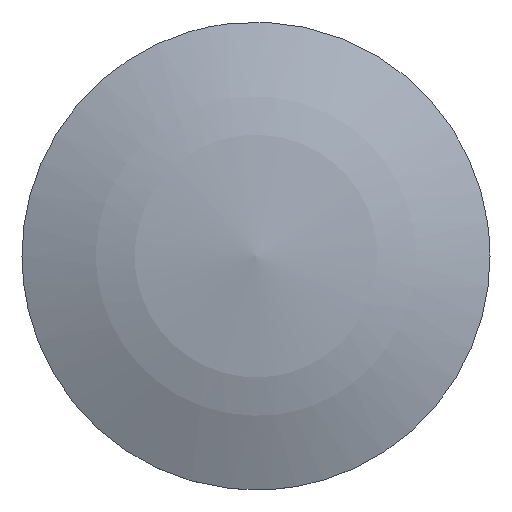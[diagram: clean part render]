
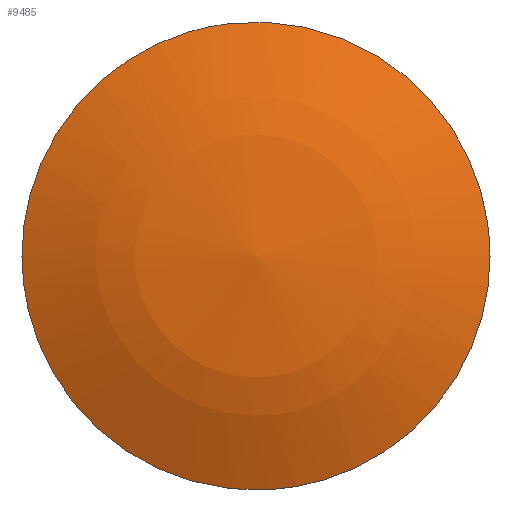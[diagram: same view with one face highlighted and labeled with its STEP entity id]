
A CAD part, top view. The second image highlights one B-rep face of the part: STEP entity #9485.
In plain terms, the highlighted free-form (B-spline) face has degree [2, 2] with [4, 4] control points.
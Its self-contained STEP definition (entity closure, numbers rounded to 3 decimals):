
#66=CARTESIAN_POINT('',(-1.062,8.937,-2.));
#67=VERTEX_POINT('',#66);
#68=CARTESIAN_POINT('',(9.0,0.0,-2.));
#69=VERTEX_POINT('',#68);
#70=CARTESIAN_POINT('',(-1.062,8.937,-2.));
#71=CARTESIAN_POINT('',(-0.533,9.0,-2.));
#72=CARTESIAN_POINT('',(0.0,9.0,-2.));
#73=CARTESIAN_POINT('',(9.0,9.0,-2.));
#74=CARTESIAN_POINT('',(9.0,0.0,-2.));
#82=(BOUNDED_CURVE()B_SPLINE_CURVE(2,(#70,#71,#72,#73,#74),.UNSPECIFIED.,.F.,.U.)B_SPLINE_CURVE_WITH_KNOTS((3,2,3),(0.23,0.25,0.5),.UNSPECIFIED.)CURVE()GEOMETRIC_REPRESENTATION_ITEM()RATIONAL_B_SPLINE_CURVE((0.956,0.976,1.0,0.707,1.0))REPRESENTATION_ITEM(''));
#83=EDGE_CURVE('',#67,#69,#82,.T.);
#85=CARTESIAN_POINT('',(0.549,-8.983,-2.));
#86=VERTEX_POINT('',#85);
#87=CARTESIAN_POINT('',(9.0,0.0,-2.));
#88=CARTESIAN_POINT('',(9.,-8.466,-2.));
#89=CARTESIAN_POINT('',(0.549,-8.983,-2.));
#97=(BOUNDED_CURVE()B_SPLINE_CURVE(2,(#87,#88,#89),.UNSPECIFIED.,.F.,.U.)B_SPLINE_CURVE_WITH_KNOTS((3,3),(0.5,0.739),.UNSPECIFIED.)CURVE()GEOMETRIC_REPRESENTATION_ITEM()RATIONAL_B_SPLINE_CURVE((1.0,0.72,0.976))REPRESENTATION_ITEM(''));
#98=EDGE_CURVE('',#69,#86,#97,.T.);
#165=CARTESIAN_POINT('',(-9.0,0.0,-2.));
#166=VERTEX_POINT('',#165);
#167=CARTESIAN_POINT('',(-9.0,0.0,-2.));
#168=CARTESIAN_POINT('',(-9.,7.994,-2.));
#169=CARTESIAN_POINT('',(-1.062,8.937,-2.));
#177=(BOUNDED_CURVE()B_SPLINE_CURVE(2,(#167,#168,#169),.UNSPECIFIED.,.F.,.U.)B_SPLINE_CURVE_WITH_KNOTS((3,3),(0.0,0.23),.UNSPECIFIED.)CURVE()GEOMETRIC_REPRESENTATION_ITEM()RATIONAL_B_SPLINE_CURVE((1.0,0.731,0.956))REPRESENTATION_ITEM(''));
#178=EDGE_CURVE('',#166,#67,#177,.T.);
#212=CARTESIAN_POINT('',(0.549,-8.983,-2.));
#213=CARTESIAN_POINT('',(0.275,-9.0,-2.));
#214=CARTESIAN_POINT('',(0.0,-9.0,-2.));
#215=CARTESIAN_POINT('',(-9.0,-9.0,-2.));
#216=CARTESIAN_POINT('',(-9.0,0.0,-2.));
#224=(BOUNDED_CURVE()B_SPLINE_CURVE(2,(#212,#213,#214,#215,#216),.UNSPECIFIED.,.F.,.U.)B_SPLINE_CURVE_WITH_KNOTS((3,2,3),(0.739,0.75,1.0),.UNSPECIFIED.)CURVE()GEOMETRIC_REPRESENTATION_ITEM()RATIONAL_B_SPLINE_CURVE((0.976,0.988,1.0,0.707,1.0))REPRESENTATION_ITEM(''));
#225=EDGE_CURVE('',#86,#166,#224,.T.);
#9455=CARTESIAN_POINT('',(-9.279,-9.279,-4.536));
#9456=CARTESIAN_POINT('',(-4.901,-9.802,-2.396));
#9457=CARTESIAN_POINT('',(4.901,-9.802,-2.396));
#9458=CARTESIAN_POINT('',(9.279,-9.279,-4.536));
#9459=CARTESIAN_POINT('',(-9.802,-4.901,-2.396));
#9460=CARTESIAN_POINT('',(-5.194,-5.194,0.));
#9461=CARTESIAN_POINT('',(5.194,-5.194,0.));
#9462=CARTESIAN_POINT('',(9.802,-4.901,-2.396));
#9463=CARTESIAN_POINT('',(-9.802,4.901,-2.396));
#9464=CARTESIAN_POINT('',(-5.194,5.194,0.));
#9465=CARTESIAN_POINT('',(5.194,5.194,0.));
#9466=CARTESIAN_POINT('',(9.802,4.901,-2.396));
#9467=CARTESIAN_POINT('',(-9.279,9.279,-4.536));
#9468=CARTESIAN_POINT('',(-4.901,9.802,-2.396));
#9469=CARTESIAN_POINT('',(4.901,9.802,-2.396));
#9470=CARTESIAN_POINT('',(9.279,9.279,-4.536));
#9478=(BOUNDED_SURFACE()B_SPLINE_SURFACE(2,2,((#9455,#9459,#9463,#9467),(#9456,#9460,#9464,#9468),(#9457,#9461,#9465,#9469),(#9458,#9462,#9466,#9470)),.UNSPECIFIED.,.F.,.F.,.U.)B_SPLINE_SURFACE_WITH_KNOTS((3,1,3),(3,1,3),(3.022,12.906,22.791),(3.022,12.906,22.791),.UNSPECIFIED.)GEOMETRIC_REPRESENTATION_ITEM()RATIONAL_B_SPLINE_SURFACE(((1.119,1.06,1.06,1.119),(1.06,1.0,1.0,1.06),(1.06,1.0,1.0,1.06),(1.119,1.06,1.06,1.119)))REPRESENTATION_ITEM('')SURFACE());
#9479=ORIENTED_EDGE('',*,*,#225,.F.);
#9480=ORIENTED_EDGE('',*,*,#98,.F.);
#9481=ORIENTED_EDGE('',*,*,#83,.F.);
#9482=ORIENTED_EDGE('',*,*,#178,.F.);
#9483=EDGE_LOOP('',(#9479,#9480,#9481,#9482));
#9484=FACE_OUTER_BOUND('',#9483,.T.);
#9485=ADVANCED_FACE('',(#9484),#9478,.T.);
